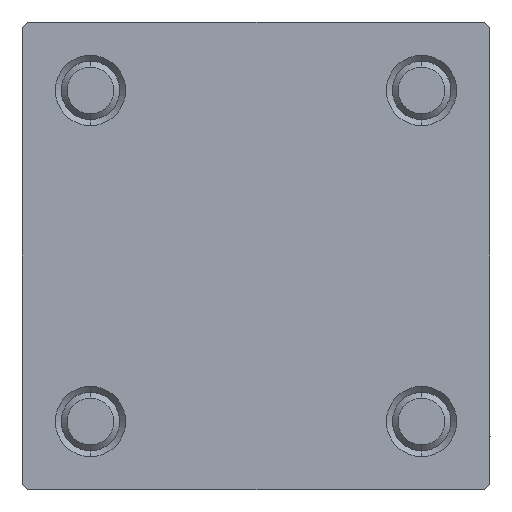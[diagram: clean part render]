
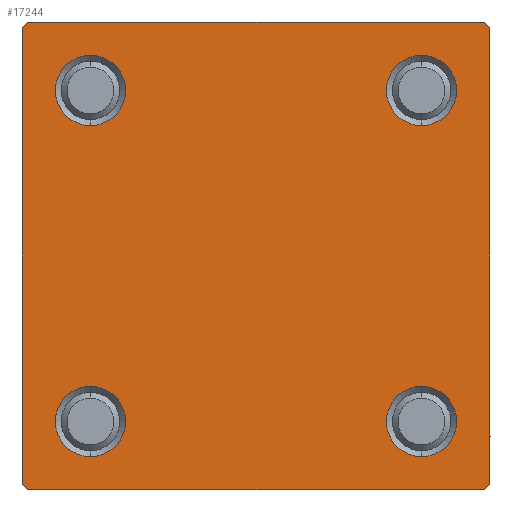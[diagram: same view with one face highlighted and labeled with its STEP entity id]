
A CAD part, left-side view. The second image highlights one B-rep face of the part: STEP entity #17244.
In plain terms, the highlighted planar face has unit normal (-1, 0, 0).
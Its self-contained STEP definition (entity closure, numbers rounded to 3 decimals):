
#306 = ORIENTED_EDGE ( 'NONE', *, *, #27869, .T. ) ;
#626 = ORIENTED_EDGE ( 'NONE', *, *, #36717, .T. ) ;
#684 = VERTEX_POINT ( 'NONE', #4535 ) ;
#1192 = AXIS2_PLACEMENT_3D ( 'NONE', #40621, #28307, #28800 ) ;
#1256 = AXIS2_PLACEMENT_3D ( 'NONE', #6665, #33618, #29084 ) ;
#1330 = VERTEX_POINT ( 'NONE', #36317 ) ;
#2258 = AXIS2_PLACEMENT_3D ( 'NONE', #22460, #37065, #41087 ) ;
#2320 = LINE ( 'NONE', #24980, #5921 ) ;
#2442 = AXIS2_PLACEMENT_3D ( 'NONE', #10574, #30467, #11078 ) ;
#2496 = ORIENTED_EDGE ( 'NONE', *, *, #12433, .T. ) ;
#2649 = CIRCLE ( 'NONE', #49307, 3. ) ;
#2687 = EDGE_LOOP ( 'NONE', ( #11414, #39678 ) ) ;
#3076 = FACE_BOUND ( 'NONE', #40797, .T. ) ;
#3501 = DIRECTION ( 'NONE',  ( 1., 0., 0. ) ) ;
#4329 = DIRECTION ( 'NONE',  ( 0., 0., -1. ) ) ;
#4532 = CARTESIAN_POINT ( 'NONE',  ( 0., 20., 20. ) ) ;
#4535 = CARTESIAN_POINT ( 'NONE',  ( 0., -14.15, 17.15 ) ) ;
#5263 = LINE ( 'NONE', #44252, #19341 ) ;
#5278 = VERTEX_POINT ( 'NONE', #10755 ) ;
#5322 = CARTESIAN_POINT ( 'NONE',  ( 0., 20., 20. ) ) ;
#5426 = ORIENTED_EDGE ( 'NONE', *, *, #25802, .T. ) ;
#5507 = VERTEX_POINT ( 'NONE', #49783 ) ;
#5921 = VECTOR ( 'NONE', #39847, 1000. ) ;
#6300 = LINE ( 'NONE', #25431, #15192 ) ;
#6444 = ORIENTED_EDGE ( 'NONE', *, *, #27426, .F. ) ;
#6665 = CARTESIAN_POINT ( 'NONE',  ( 0., 14.15, 14.15 ) ) ;
#7087 = LINE ( 'NONE', #15381, #20886 ) ;
#7092 = FACE_BOUND ( 'NONE', #20860, .T. ) ;
#7763 = VERTEX_POINT ( 'NONE', #26004 ) ;
#7900 = VECTOR ( 'NONE', #49793, 1000. ) ;
#8412 = VERTEX_POINT ( 'NONE', #10709 ) ;
#8497 = CARTESIAN_POINT ( 'NONE',  ( 0., -14.15, 14.15 ) ) ;
#9084 = LINE ( 'NONE', #5322, #9697 ) ;
#9180 = DIRECTION ( 'NONE',  ( 0., 0., 1. ) ) ;
#9697 = VECTOR ( 'NONE', #4329, 1000. ) ;
#10574 = CARTESIAN_POINT ( 'NONE',  ( 0., 14.15, -14.15 ) ) ;
#10709 = CARTESIAN_POINT ( 'NONE',  ( 0., -14.15, -11.15 ) ) ;
#10755 = CARTESIAN_POINT ( 'NONE',  ( 0., 14.15, -11.15 ) ) ;
#10867 = PLANE ( 'NONE',  #2258 ) ;
#11078 = DIRECTION ( 'NONE',  ( 0., 0., 1. ) ) ;
#11414 = ORIENTED_EDGE ( 'NONE', *, *, #22359, .T. ) ;
#11944 = VERTEX_POINT ( 'NONE', #25006 ) ;
#12357 = AXIS2_PLACEMENT_3D ( 'NONE', #18858, #3501, #33735 ) ;
#12433 = EDGE_CURVE ( 'NONE', #42471, #15350, #29549, .T. ) ;
#13758 = EDGE_CURVE ( 'NONE', #18556, #1330, #34688, .T. ) ;
#13942 = ORIENTED_EDGE ( 'NONE', *, *, #30660, .F. ) ;
#14142 = FACE_BOUND ( 'NONE', #2687, .T. ) ;
#14357 = ORIENTED_EDGE ( 'NONE', *, *, #19056, .T. ) ;
#15085 = CARTESIAN_POINT ( 'NONE',  ( 0., 14.15, 14.15 ) ) ;
#15192 = VECTOR ( 'NONE', #36516, 1000. ) ;
#15350 = VERTEX_POINT ( 'NONE', #22752 ) ;
#15381 = CARTESIAN_POINT ( 'NONE',  ( 0., -19.75, 19.75 ) ) ;
#15833 = DIRECTION ( 'NONE',  ( 1., 0., 0. ) ) ;
#16016 = LINE ( 'NONE', #39664, #40896 ) ;
#16994 = ORIENTED_EDGE ( 'NONE', *, *, #20448, .T. ) ;
#17242 = CIRCLE ( 'NONE', #1192, 3. ) ;
#17244 = ADVANCED_FACE ( 'NONE', ( #14142, #44611, #7092, #3076, #29263 ), #10867, .T. ) ;
#18556 = VERTEX_POINT ( 'NONE', #49633 ) ;
#18858 = CARTESIAN_POINT ( 'NONE',  ( 0., -14.15, -14.15 ) ) ;
#18939 = EDGE_LOOP ( 'NONE', ( #32015, #626 ) ) ;
#19056 = EDGE_CURVE ( 'NONE', #38906, #49235, #16016, .T. ) ;
#19071 = CARTESIAN_POINT ( 'NONE',  ( 0., 19.75, 19.75 ) ) ;
#19341 = VECTOR ( 'NONE', #28417, 1000. ) ;
#20448 = EDGE_CURVE ( 'NONE', #49235, #37508, #6300, .T. ) ;
#20860 = EDGE_LOOP ( 'NONE', ( #49122, #42596 ) ) ;
#20886 = VECTOR ( 'NONE', #30256, 1000. ) ;
#21255 = DIRECTION ( 'NONE',  ( 1., 0., 0. ) ) ;
#22359 = EDGE_CURVE ( 'NONE', #684, #27543, #36839, .T. ) ;
#22460 = CARTESIAN_POINT ( 'NONE',  ( 0., 0., 0. ) ) ;
#22752 = CARTESIAN_POINT ( 'NONE',  ( 0., 14.15, 17.15 ) ) ;
#24170 = CARTESIAN_POINT ( 'NONE',  ( 0., 19.5, -20. ) ) ;
#24573 = ORIENTED_EDGE ( 'NONE', *, *, #43991, .T. ) ;
#24980 = CARTESIAN_POINT ( 'NONE',  ( 0., -19.75, -19.75 ) ) ;
#25006 = CARTESIAN_POINT ( 'NONE',  ( 0., -20., 19.5 ) ) ;
#25081 = DIRECTION ( 'NONE',  ( 0., -1., 0. ) ) ;
#25431 = CARTESIAN_POINT ( 'NONE',  ( 0., 20., -20. ) ) ;
#25802 = EDGE_CURVE ( 'NONE', #11944, #5507, #7087, .T. ) ;
#26004 = CARTESIAN_POINT ( 'NONE',  ( 0., -14.15, -17.15 ) ) ;
#26647 = DIRECTION ( 'NONE',  ( 1., 0., 0. ) ) ;
#26734 = CIRCLE ( 'NONE', #37163, 3. ) ;
#26744 = EDGE_LOOP ( 'NONE', ( #306, #14357, #16994, #48533, #6444, #5426, #13942, #39585 ) ) ;
#27426 = EDGE_CURVE ( 'NONE', #11944, #34736, #5263, .T. ) ;
#27543 = VERTEX_POINT ( 'NONE', #41662 ) ;
#27869 = EDGE_CURVE ( 'NONE', #1330, #38906, #9084, .T. ) ;
#28027 = EDGE_CURVE ( 'NONE', #39027, #5278, #41872, .T. ) ;
#28307 = DIRECTION ( 'NONE',  ( 1., 0., 0. ) ) ;
#28417 = DIRECTION ( 'NONE',  ( 0., 0., -1. ) ) ;
#28800 = DIRECTION ( 'NONE',  ( 0., 0., 1. ) ) ;
#29084 = DIRECTION ( 'NONE',  ( 0., 0., 1. ) ) ;
#29234 = CARTESIAN_POINT ( 'NONE',  ( 0., 14.15, 11.15 ) ) ;
#29263 = FACE_OUTER_BOUND ( 'NONE', #26744, .T. ) ;
#29549 = CIRCLE ( 'NONE', #48847, 3. ) ;
#30221 = DIRECTION ( 'NONE',  ( 1., 0., 0. ) ) ;
#30256 = DIRECTION ( 'NONE',  ( 0., 0.707, 0.707 ) ) ;
#30467 = DIRECTION ( 'NONE',  ( 1., 0., 0. ) ) ;
#30660 = EDGE_CURVE ( 'NONE', #18556, #5507, #31478, .T. ) ;
#31478 = LINE ( 'NONE', #4532, #37087 ) ;
#32015 = ORIENTED_EDGE ( 'NONE', *, *, #41856, .T. ) ;
#32114 = CARTESIAN_POINT ( 'NONE',  ( 0., -14.15, 14.15 ) ) ;
#32352 = EDGE_CURVE ( 'NONE', #5278, #39027, #26734, .T. ) ;
#33618 = DIRECTION ( 'NONE',  ( 1., 0., 0. ) ) ;
#33735 = DIRECTION ( 'NONE',  ( 0., 0., 1. ) ) ;
#34076 = CIRCLE ( 'NONE', #12357, 3. ) ;
#34688 = LINE ( 'NONE', #19071, #7900 ) ;
#34736 = VERTEX_POINT ( 'NONE', #40085 ) ;
#35202 = DIRECTION ( 'NONE',  ( 0., 0., 1. ) ) ;
#35566 = CARTESIAN_POINT ( 'NONE',  ( 0., 14.15, -17.15 ) ) ;
#35898 = DIRECTION ( 'NONE',  ( 0., -0.707, -0.707 ) ) ;
#36064 = AXIS2_PLACEMENT_3D ( 'NONE', #32114, #21255, #9180 ) ;
#36276 = EDGE_CURVE ( 'NONE', #37508, #34736, #2320, .T. ) ;
#36317 = CARTESIAN_POINT ( 'NONE',  ( 0., 20., 19.5 ) ) ;
#36516 = DIRECTION ( 'NONE',  ( 0., -1., 0. ) ) ;
#36717 = EDGE_CURVE ( 'NONE', #7763, #8412, #34076, .T. ) ;
#36839 = CIRCLE ( 'NONE', #36064, 3. ) ;
#37065 = DIRECTION ( 'NONE',  ( -1., 0., 0. ) ) ;
#37087 = VECTOR ( 'NONE', #25081, 1000. ) ;
#37163 = AXIS2_PLACEMENT_3D ( 'NONE', #38009, #30221, #45571 ) ;
#37508 = VERTEX_POINT ( 'NONE', #45636 ) ;
#38009 = CARTESIAN_POINT ( 'NONE',  ( 0., 14.15, -14.15 ) ) ;
#38712 = EDGE_CURVE ( 'NONE', #27543, #684, #2649, .T. ) ;
#38906 = VERTEX_POINT ( 'NONE', #41878 ) ;
#39027 = VERTEX_POINT ( 'NONE', #35566 ) ;
#39585 = ORIENTED_EDGE ( 'NONE', *, *, #13758, .T. ) ;
#39664 = CARTESIAN_POINT ( 'NONE',  ( 0., 19.75, -19.75 ) ) ;
#39678 = ORIENTED_EDGE ( 'NONE', *, *, #38712, .T. ) ;
#39847 = DIRECTION ( 'NONE',  ( 0., -0.707, 0.707 ) ) ;
#40085 = CARTESIAN_POINT ( 'NONE',  ( 0., -20., -19.5 ) ) ;
#40621 = CARTESIAN_POINT ( 'NONE',  ( 0., -14.15, -14.15 ) ) ;
#40797 = EDGE_LOOP ( 'NONE', ( #24573, #2496 ) ) ;
#40896 = VECTOR ( 'NONE', #35898, 1000. ) ;
#41087 = DIRECTION ( 'NONE',  ( 0., 0., 1. ) ) ;
#41662 = CARTESIAN_POINT ( 'NONE',  ( 0., -14.15, 11.15 ) ) ;
#41856 = EDGE_CURVE ( 'NONE', #8412, #7763, #17242, .T. ) ;
#41872 = CIRCLE ( 'NONE', #2442, 3. ) ;
#41878 = CARTESIAN_POINT ( 'NONE',  ( 0., 20., -19.5 ) ) ;
#42032 = DIRECTION ( 'NONE',  ( 0., 0., 1. ) ) ;
#42471 = VERTEX_POINT ( 'NONE', #29234 ) ;
#42596 = ORIENTED_EDGE ( 'NONE', *, *, #28027, .T. ) ;
#43991 = EDGE_CURVE ( 'NONE', #15350, #42471, #47080, .T. ) ;
#44252 = CARTESIAN_POINT ( 'NONE',  ( 0., -20., 20. ) ) ;
#44611 = FACE_BOUND ( 'NONE', #18939, .T. ) ;
#45571 = DIRECTION ( 'NONE',  ( 0., 0., 1. ) ) ;
#45636 = CARTESIAN_POINT ( 'NONE',  ( 0., -19.5, -20. ) ) ;
#47080 = CIRCLE ( 'NONE', #1256, 3. ) ;
#48533 = ORIENTED_EDGE ( 'NONE', *, *, #36276, .T. ) ;
#48847 = AXIS2_PLACEMENT_3D ( 'NONE', #15085, #15833, #42032 ) ;
#49122 = ORIENTED_EDGE ( 'NONE', *, *, #32352, .T. ) ;
#49235 = VERTEX_POINT ( 'NONE', #24170 ) ;
#49307 = AXIS2_PLACEMENT_3D ( 'NONE', #8497, #26647, #35202 ) ;
#49633 = CARTESIAN_POINT ( 'NONE',  ( 0., 19.5, 20. ) ) ;
#49783 = CARTESIAN_POINT ( 'NONE',  ( 0., -19.5, 20. ) ) ;
#49793 = DIRECTION ( 'NONE',  ( 0., 0.707, -0.707 ) ) ;
